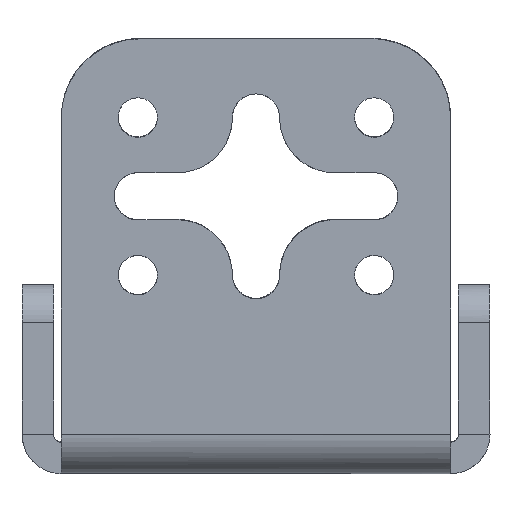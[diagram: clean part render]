
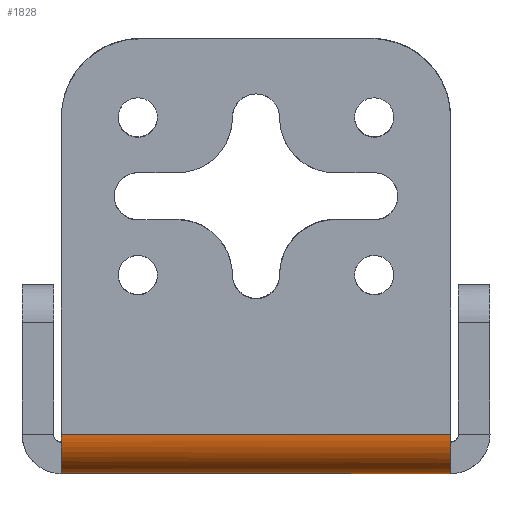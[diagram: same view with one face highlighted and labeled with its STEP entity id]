
A CAD part, left-side view. The second image highlights one B-rep face of the part: STEP entity #1828.
In plain terms, the highlighted free-form (B-spline) face has degree [1, 2] with [2, 3] control points.
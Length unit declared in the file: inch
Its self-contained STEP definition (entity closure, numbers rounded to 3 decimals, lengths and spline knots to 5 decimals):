
#53 = CARTESIAN_POINT ( 'NONE',  ( 1.40062, -0.49867, 3.51885 ) ) ;
#208 = CARTESIAN_POINT ( 'NONE',  ( 1.40062, 0.47377, 3.51885 ) ) ;
#253 = ORIENTED_EDGE ( 'NONE', *, *, #3694, .F. ) ;
#376 = CARTESIAN_POINT ( 'NONE',  ( 1.30214, -0.49867, 3.61723 ) ) ;
#540 = CARTESIAN_POINT ( 'NONE',  ( 1.30214, -0.49867, 3.61723 ) ) ;
#568 =( BOUNDED_CURVE ( )  B_SPLINE_CURVE ( 2, ( #376, #1635, #2993 ),
 .UNSPECIFIED., .F., .F. ) 
 B_SPLINE_CURVE_WITH_KNOTS ( ( 3, 3 ),
 ( 3.14159, 4.71239 ),
 .UNSPECIFIED. ) 
 CURVE ( )  GEOMETRIC_REPRESENTATION_ITEM ( )  RATIONAL_B_SPLINE_CURVE ( ( 1., 0.707, 1. ) ) 
 REPRESENTATION_ITEM ( '' )  );
#631 = CARTESIAN_POINT ( 'NONE',  ( 1.3022, 0.47377, 3.5188 ) ) ;
#745 = CARTESIAN_POINT ( 'NONE',  ( 1.30214, 0.47377, 3.61722 ) ) ;
#796 = ORIENTED_EDGE ( 'NONE', *, *, #4129, .T. ) ;
#911 = FACE_OUTER_BOUND ( 'NONE', #1143, .T. ) ;
#946 = ORIENTED_EDGE ( 'NONE', *, *, #2370, .F. ) ;
#1143 = EDGE_LOOP ( 'NONE', ( #1770, #253, #796, #946 ) ) ;
#1635 = CARTESIAN_POINT ( 'NONE',  ( 1.3022, -0.49868, 3.5188 ) ) ;
#1770 = ORIENTED_EDGE ( 'NONE', *, *, #1798, .T. ) ;
#1798 = EDGE_CURVE ( 'NONE', #2064, #3018, #2496, .T. ) ;
#1828 = ADVANCED_FACE ( 'NONE', ( #911 ), #3630, .T. ) ;
#1907 = CARTESIAN_POINT ( 'NONE',  ( 1.3022, -0.49868, 3.5188 ) ) ;
#1956 = CARTESIAN_POINT ( 'NONE',  ( 1.40062, 0.47377, 3.51885 ) ) ;
#2064 = VERTEX_POINT ( 'NONE', #3061 ) ;
#2241 = CARTESIAN_POINT ( 'NONE',  ( 1.3022, 0.47377, 3.5188 ) ) ;
#2289 = CARTESIAN_POINT ( 'NONE',  ( 1.40062, -0.49867, 3.51885 ) ) ;
#2292 = B_SPLINE_CURVE_WITH_KNOTS ( 'NONE', 1,
 ( #2770, #745 ),
 .UNSPECIFIED., .F., .F.,
 ( 2, 2 ),
 ( -1., 0. ),
 .UNSPECIFIED. ) ;
#2316 = CARTESIAN_POINT ( 'NONE',  ( 1.30214, -0.49867, 3.61723 ) ) ;
#2370 = EDGE_CURVE ( 'NONE', #2064, #3431, #4244, .T. ) ;
#2376 = VERTEX_POINT ( 'NONE', #540 ) ;
#2496 = B_SPLINE_CURVE_WITH_KNOTS ( 'NONE', 1,
 ( #1956, #2289 ),
 .UNSPECIFIED., .F., .F.,
 ( 2, 2 ),
 ( 0., 1. ),
 .UNSPECIFIED. ) ;
#2770 = CARTESIAN_POINT ( 'NONE',  ( 1.30214, -0.49867, 3.61723 ) ) ;
#2955 = CARTESIAN_POINT ( 'NONE',  ( 1.40062, 0.47377, 3.51885 ) ) ;
#2981 = CARTESIAN_POINT ( 'NONE',  ( 1.30214, 0.47377, 3.61722 ) ) ;
#2993 = CARTESIAN_POINT ( 'NONE',  ( 1.40062, -0.49867, 3.51885 ) ) ;
#3018 = VERTEX_POINT ( 'NONE', #53 ) ;
#3061 = CARTESIAN_POINT ( 'NONE',  ( 1.40062, 0.47377, 3.51885 ) ) ;
#3431 = VERTEX_POINT ( 'NONE', #3516 ) ;
#3516 = CARTESIAN_POINT ( 'NONE',  ( 1.30214, 0.47377, 3.61722 ) ) ;
#3630 =( BOUNDED_SURFACE ( )  B_SPLINE_SURFACE ( 1, 2, ( 
 ( #2316, #1907, #3633 ),
 ( #3918, #2241, #2955 ) ),
 .UNSPECIFIED., .F., .F., .T. ) 
 B_SPLINE_SURFACE_WITH_KNOTS ( ( 2, 2 ),
 ( 3, 3 ),
 ( -9.88, 0. ),
 ( 0., 1.5708 ),
 .UNSPECIFIED. ) 
 GEOMETRIC_REPRESENTATION_ITEM ( )  RATIONAL_B_SPLINE_SURFACE ( (
 ( 1., 0.707, 1.),
 ( 1., 0.707, 1.) ) ) 
 REPRESENTATION_ITEM ( '' )  SURFACE ( )  );
#3633 = CARTESIAN_POINT ( 'NONE',  ( 1.40062, -0.49867, 3.51885 ) ) ;
#3694 = EDGE_CURVE ( 'NONE', #2376, #3018, #568, .T. ) ;
#3918 = CARTESIAN_POINT ( 'NONE',  ( 1.30214, 0.47377, 3.61722 ) ) ;
#4129 = EDGE_CURVE ( 'NONE', #2376, #3431, #2292, .T. ) ;
#4244 =( BOUNDED_CURVE ( )  B_SPLINE_CURVE ( 2, ( #208, #631, #2981 ),
 .UNSPECIFIED., .F., .F. ) 
 B_SPLINE_CURVE_WITH_KNOTS ( ( 3, 3 ),
 ( -4.71239, -3.14159 ),
 .UNSPECIFIED. ) 
 CURVE ( )  GEOMETRIC_REPRESENTATION_ITEM ( )  RATIONAL_B_SPLINE_CURVE ( ( 1., 0.707, 1. ) ) 
 REPRESENTATION_ITEM ( '' )  );
